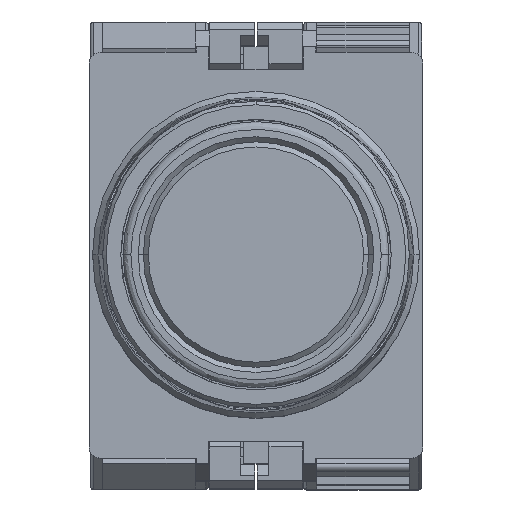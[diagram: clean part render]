
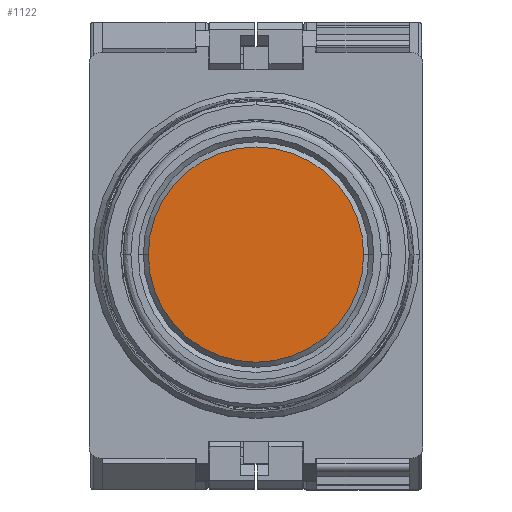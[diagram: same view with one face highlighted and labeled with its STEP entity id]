
A CAD part, top view. The second image highlights one B-rep face of the part: STEP entity #1122.
In plain terms, the highlighted planar face has unit normal (0, 0, 1).
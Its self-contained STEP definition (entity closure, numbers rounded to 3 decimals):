
#1007 = ORIENTED_EDGE ( 'NONE', *, *, #20656, .T. ) ;
#1122 = ADVANCED_FACE ( 'NONE', ( #22609 ), #1846, .T. ) ;
#1846 = PLANE ( 'NONE',  #20264 ) ;
#2510 = DIRECTION ( 'NONE',  ( -1., 0., 0. ) ) ;
#3899 = VERTEX_POINT ( 'NONE', #26761 ) ;
#4273 = CARTESIAN_POINT ( 'NONE',  ( 9.55, 0., 0. ) ) ;
#7893 = AXIS2_PLACEMENT_3D ( 'NONE', #14018, #23272, #2510 ) ;
#10129 = CARTESIAN_POINT ( 'NONE',  ( 0., 0., 0. ) ) ;
#11072 = CARTESIAN_POINT ( 'NONE',  ( -9.665, -9.665, 0. ) ) ;
#11219 = EDGE_LOOP ( 'NONE', ( #1007, #24194 ) ) ;
#12178 = EDGE_CURVE ( 'NONE', #19281, #3899, #20971, .T. ) ;
#13098 = AXIS2_PLACEMENT_3D ( 'NONE', #10129, #19392, #28655 ) ;
#14018 = CARTESIAN_POINT ( 'NONE',  ( 0., 0., 0. ) ) ;
#19281 = VERTEX_POINT ( 'NONE', #4273 ) ;
#19392 = DIRECTION ( 'NONE',  ( 0., 0., 1. ) ) ;
#20264 = AXIS2_PLACEMENT_3D ( 'NONE', #11072, #20312, #29579 ) ;
#20312 = DIRECTION ( 'NONE',  ( 0., 0., 1. ) ) ;
#20656 = EDGE_CURVE ( 'NONE', #3899, #19281, #26169, .T. ) ;
#20971 = CIRCLE ( 'NONE', #7893, 9.55 ) ;
#22609 = FACE_OUTER_BOUND ( 'NONE', #11219, .T. ) ;
#23272 = DIRECTION ( 'NONE',  ( 0., 0., 1. ) ) ;
#24194 = ORIENTED_EDGE ( 'NONE', *, *, #12178, .T. ) ;
#26169 = CIRCLE ( 'NONE', #13098, 9.55 ) ;
#26761 = CARTESIAN_POINT ( 'NONE',  ( -9.55, 0., 0. ) ) ;
#28655 = DIRECTION ( 'NONE',  ( -1., 0., 0. ) ) ;
#29579 = DIRECTION ( 'NONE',  ( 1., 0., 0. ) ) ;
